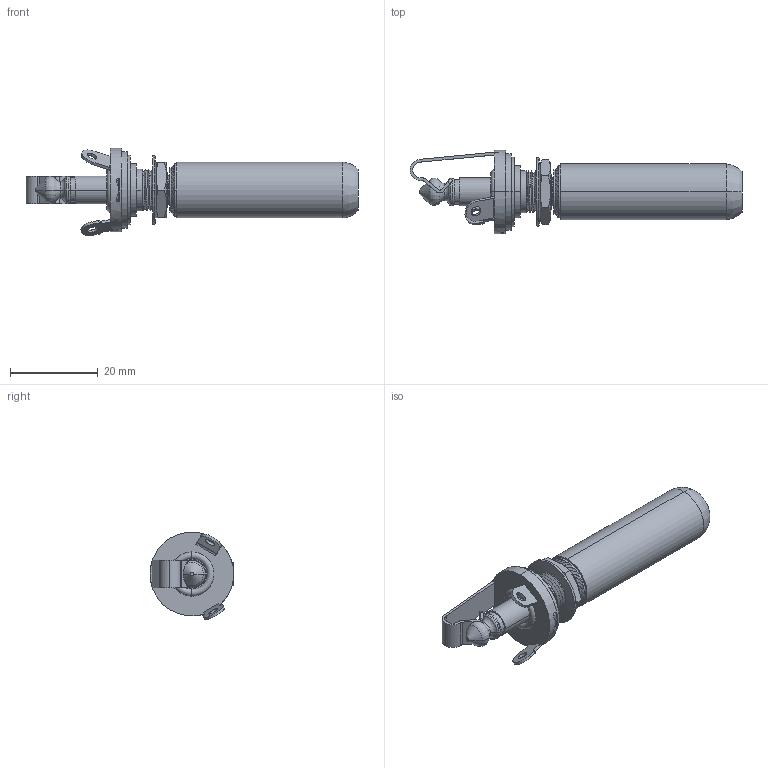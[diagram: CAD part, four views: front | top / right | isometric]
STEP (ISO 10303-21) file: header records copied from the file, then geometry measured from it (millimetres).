
FILE_DESCRIPTION(('FreeCAD Model'),'2;1');
FILE_NAME('11002_sp_sp.step','2019-02-18T07:41:01',( 'kicad StepUp'),('ksu MCAD'),'Open CASCADE STEP processor 7.2', 'FreeCAD','Unknown');
FILE_SCHEMA(('AUTOMOTIVE_DESIGN { 1 0 10303 214 1 1 1 1 }'));
Length unit declared in the file: millimetre
Products named in the file (1): 11002_sp_sp
Bounding box: 75.64 x 19.11 x 19.94 mm (x, y, z)
Volume: 7900.8 mm3; surface area: 4916.1 mm2
Topology: 1 solids, 1 shells, 375 faces, 974 edges, 637 vertices
Faces by surface type: bspline 116, plane 87, cone 80, cylinder 66, torus 20, revolution 6
Entity records: 19353 total; most frequent: CARTESIAN_POINT 8488, ORIENTED_EDGE 1948, DIRECTION 1313, EDGE_CURVE 974, VERTEX_POINT 637, AXIS2_PLACEMENT_3D 534, B_SPLINE_CURVE_WITH_KNOTS 455, FACE_BOUND 424
